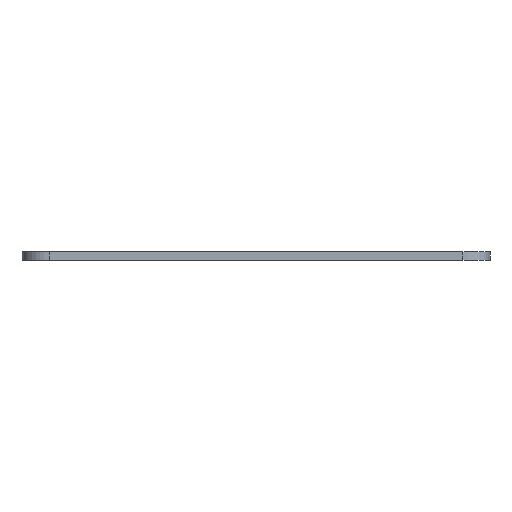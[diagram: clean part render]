
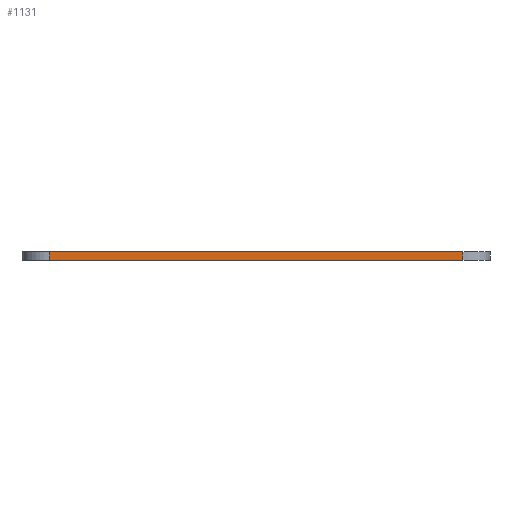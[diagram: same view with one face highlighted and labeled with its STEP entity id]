
A CAD part, front view. The second image highlights one B-rep face of the part: STEP entity #1131.
In plain terms, the highlighted planar face has unit normal (0, -1, 0).
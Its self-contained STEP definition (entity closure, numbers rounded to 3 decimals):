
#38=PLANE('',#1236);
#73=FACE_OUTER_BOUND('',#140,.T.);
#140=EDGE_LOOP('',(#849,#850,#851,#852));
#213=LINE('',#1703,#325);
#215=LINE('',#1709,#327);
#239=LINE('',#1803,#351);
#240=LINE('',#1804,#352);
#325=VECTOR('',#1361,10.);
#327=VECTOR('',#1367,10.);
#351=VECTOR('',#1439,10.);
#352=VECTOR('',#1440,10.);
#494=VERTEX_POINT('',#1700);
#495=VERTEX_POINT('',#1702);
#497=VERTEX_POINT('',#1708);
#543=VERTEX_POINT('',#1802);
#614=EDGE_CURVE('',#494,#495,#213,.T.);
#617=EDGE_CURVE('',#497,#495,#215,.T.);
#664=EDGE_CURVE('',#543,#494,#239,.T.);
#665=EDGE_CURVE('',#497,#543,#240,.T.);
#849=ORIENTED_EDGE('',*,*,#614,.F.);
#850=ORIENTED_EDGE('',*,*,#664,.F.);
#851=ORIENTED_EDGE('',*,*,#665,.F.);
#852=ORIENTED_EDGE('',*,*,#617,.T.);
#1131=ADVANCED_FACE('',(#73),#38,.T.);
#1236=AXIS2_PLACEMENT_3D('',#1801,#1437,#1438);
#1361=DIRECTION('',(0.,0.,-1.));
#1367=DIRECTION('',(1.,0.,0.));
#1437=DIRECTION('center_axis',(0.,-1.,0.));
#1438=DIRECTION('ref_axis',(1.,0.,0.));
#1439=DIRECTION('',(1.,0.,0.));
#1440=DIRECTION('',(0.,0.,1.));
#1700=CARTESIAN_POINT('',(42.505,-48.425,1.5));
#1702=CARTESIAN_POINT('',(42.505,-48.425,0.));
#1703=CARTESIAN_POINT('',(42.505,-48.425,0.));
#1708=CARTESIAN_POINT('',(-33.675,-48.425,0.));
#1709=CARTESIAN_POINT('',(-38.675,-48.425,0.));
#1801=CARTESIAN_POINT('Origin',(-38.675,-48.425,0.));
#1802=CARTESIAN_POINT('',(-33.675,-48.425,1.5));
#1803=CARTESIAN_POINT('',(-38.675,-48.425,1.5));
#1804=CARTESIAN_POINT('',(-33.675,-48.425,0.));
